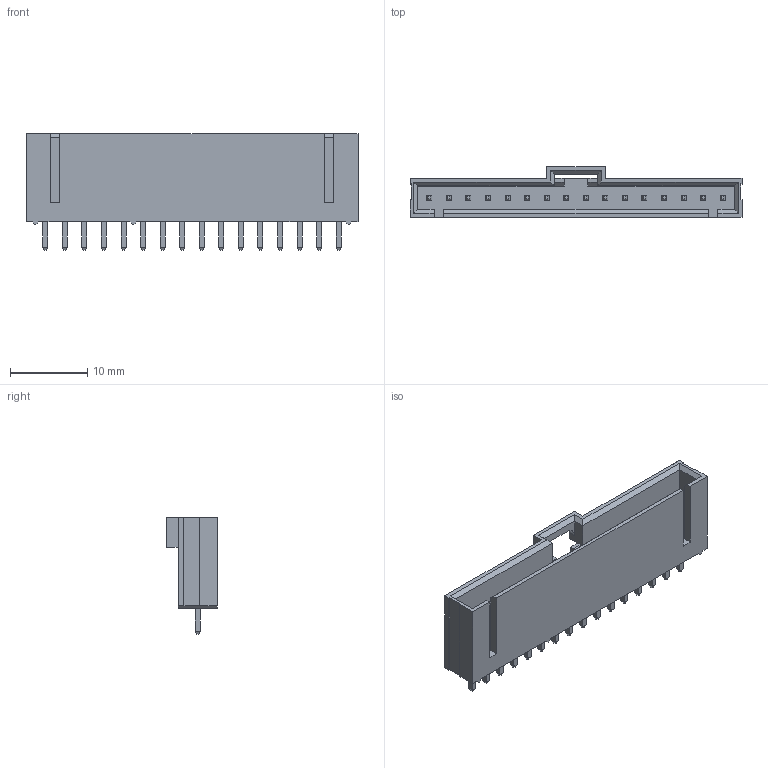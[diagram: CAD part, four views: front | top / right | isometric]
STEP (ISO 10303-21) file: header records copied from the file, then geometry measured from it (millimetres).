
FILE_DESCRIPTION((''),'2;1');
FILE_NAME('1719710016','2019-01-10T',('gga'),(''),'PRO/ENGINEER BY PARAMETRIC TECHNOLOGY CORPORATION, 2016010','PRO/ENGINEER BY PARAMETRIC TECHNOLOGY CORPORATION, 2016010','');
FILE_SCHEMA(('CONFIG_CONTROL_DESIGN'));
Length unit declared in the file: millimetre
Products named in the file (1): 1719710016
Bounding box: 43.1 x 6.6 x 15.11 mm (x, y, z)
Volume: 1404.9 mm3; surface area: 2689.4 mm2
Topology: 1 solids, 1 shells, 358 faces, 870 edges, 546 vertices
Faces by surface type: plane 356, cylinder 2
Entity records: 10117 total; most frequent: CARTESIAN_POINT 1741, ORIENTED_EDGE 1674, DIRECTION 1624, EDGE_CURVE 837, VECTOR 834, LINE 834, VERTEX_POINT 512, AXIS2_PLACEMENT_3D 395
